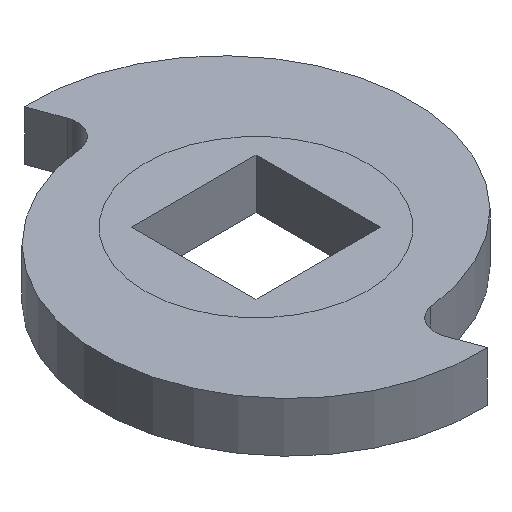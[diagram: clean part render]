
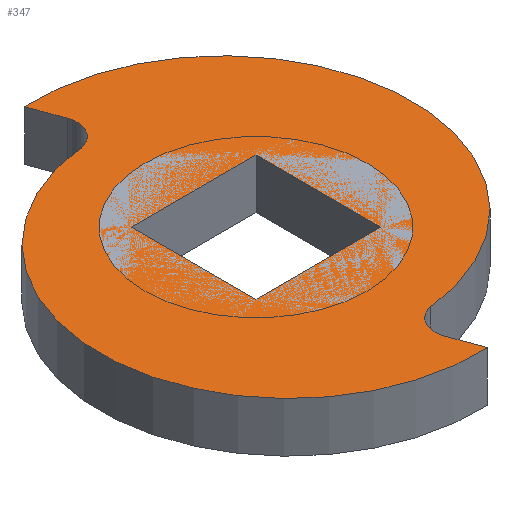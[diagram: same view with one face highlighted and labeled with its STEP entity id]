
A CAD part, isometric view. The second image highlights one B-rep face of the part: STEP entity #347.
In plain terms, the highlighted planar face has unit normal (0, 0, 1).
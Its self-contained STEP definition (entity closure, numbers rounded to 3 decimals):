
#27=FACE_BOUND('',#76,.T.);
#32=CIRCLE('',#389,3.12);
#34=CIRCLE('',#393,24.);
#36=CIRCLE('',#396,3.12);
#38=CIRCLE('',#400,24.);
#56=FACE_OUTER_BOUND('',#75,.T.);
#75=EDGE_LOOP('',(#273,#274,#275,#276,#277,#278));
#76=EDGE_LOOP('',(#279,#280,#281,#282));
#90=LINE('',#527,#125);
#93=LINE('',#533,#128);
#96=LINE('',#539,#131);
#99=LINE('',#543,#134);
#103=LINE('',#557,#138);
#108=LINE('',#575,#143);
#125=VECTOR('',#423,10.);
#128=VECTOR('',#428,10.);
#131=VECTOR('',#433,10.);
#134=VECTOR('',#438,10.);
#138=VECTOR('',#450,10.);
#143=VECTOR('',#469,10.);
#160=VERTEX_POINT('',#524);
#161=VERTEX_POINT('',#526);
#163=VERTEX_POINT('',#532);
#165=VERTEX_POINT('',#538);
#168=VERTEX_POINT('',#548);
#169=VERTEX_POINT('',#550);
#171=VERTEX_POINT('',#556);
#173=VERTEX_POINT('',#562);
#175=VERTEX_POINT('',#568);
#177=VERTEX_POINT('',#574);
#190=EDGE_CURVE('',#161,#160,#90,.T.);
#193=EDGE_CURVE('',#163,#161,#93,.T.);
#196=EDGE_CURVE('',#165,#163,#96,.T.);
#199=EDGE_CURVE('',#160,#165,#99,.T.);
#202=EDGE_CURVE('',#169,#168,#32,.T.);
#205=EDGE_CURVE('',#171,#169,#103,.T.);
#208=EDGE_CURVE('',#173,#171,#34,.T.);
#211=EDGE_CURVE('',#175,#173,#36,.T.);
#214=EDGE_CURVE('',#177,#175,#108,.T.);
#217=EDGE_CURVE('',#168,#177,#38,.T.);
#273=ORIENTED_EDGE('',*,*,#217,.T.);
#274=ORIENTED_EDGE('',*,*,#214,.T.);
#275=ORIENTED_EDGE('',*,*,#211,.T.);
#276=ORIENTED_EDGE('',*,*,#208,.T.);
#277=ORIENTED_EDGE('',*,*,#205,.T.);
#278=ORIENTED_EDGE('',*,*,#202,.T.);
#279=ORIENTED_EDGE('',*,*,#199,.T.);
#280=ORIENTED_EDGE('',*,*,#196,.T.);
#281=ORIENTED_EDGE('',*,*,#193,.T.);
#282=ORIENTED_EDGE('',*,*,#190,.T.);
#329=PLANE('',#401);
#347=ADVANCED_FACE('',(#56,#27),#329,.T.);
#389=AXIS2_PLACEMENT_3D('',#551,#444,#445);
#393=AXIS2_PLACEMENT_3D('',#563,#456,#457);
#396=AXIS2_PLACEMENT_3D('',#569,#463,#464);
#400=AXIS2_PLACEMENT_3D('',#579,#475,#476);
#401=AXIS2_PLACEMENT_3D('',#580,#477,#478);
#423=DIRECTION('',(1.,0.,0.));
#428=DIRECTION('',(0.,1.,0.));
#433=DIRECTION('',(-1.,0.,0.));
#438=DIRECTION('',(0.,-1.,0.));
#444=DIRECTION('center_axis',(0.,0.,-1.));
#445=DIRECTION('ref_axis',(-0.127,0.992,0.));
#450=DIRECTION('',(-0.342,0.94,0.));
#456=DIRECTION('center_axis',(0.,0.,1.));
#457=DIRECTION('ref_axis',(-0.052,0.999,0.));
#463=DIRECTION('center_axis',(0.,0.,-1.));
#464=DIRECTION('ref_axis',(0.127,-0.992,0.));
#469=DIRECTION('',(0.342,-0.94,0.));
#475=DIRECTION('center_axis',(0.,0.,1.));
#476=DIRECTION('ref_axis',(0.052,-0.999,0.));
#477=DIRECTION('center_axis',(0.,0.,1.));
#478=DIRECTION('ref_axis',(1.,0.,0.));
#524=CARTESIAN_POINT('',(7.938,7.938,6.35));
#526=CARTESIAN_POINT('',(-7.938,7.938,6.35));
#527=CARTESIAN_POINT('',(7.938,7.938,6.35));
#532=CARTESIAN_POINT('',(-7.938,-7.938,6.35));
#533=CARTESIAN_POINT('',(-7.938,7.938,6.35));
#538=CARTESIAN_POINT('',(7.938,-7.938,6.35));
#539=CARTESIAN_POINT('',(-7.938,-7.938,6.35));
#543=CARTESIAN_POINT('',(7.938,-7.938,6.35));
#548=CARTESIAN_POINT('',(2.341,-19.87,6.35));
#550=CARTESIAN_POINT('',(0.,-24.,6.35));
#551=CARTESIAN_POINT('Origin',(2.931,-22.933,6.35));
#556=CARTESIAN_POINT('',(1.442,-27.963,6.35));
#557=CARTESIAN_POINT('',(0.,-24.,6.35));
#562=CARTESIAN_POINT('',(-2.341,19.87,6.35));
#563=CARTESIAN_POINT('Origin',(0.206,-3.995,6.35));
#568=CARTESIAN_POINT('',(0.,24.,6.35));
#569=CARTESIAN_POINT('Origin',(-2.931,22.933,6.35));
#574=CARTESIAN_POINT('',(-1.442,27.963,6.35));
#575=CARTESIAN_POINT('',(0.,24.,6.35));
#579=CARTESIAN_POINT('Origin',(-0.206,3.995,6.35));
#580=CARTESIAN_POINT('Origin',(0.,0.,6.35));
